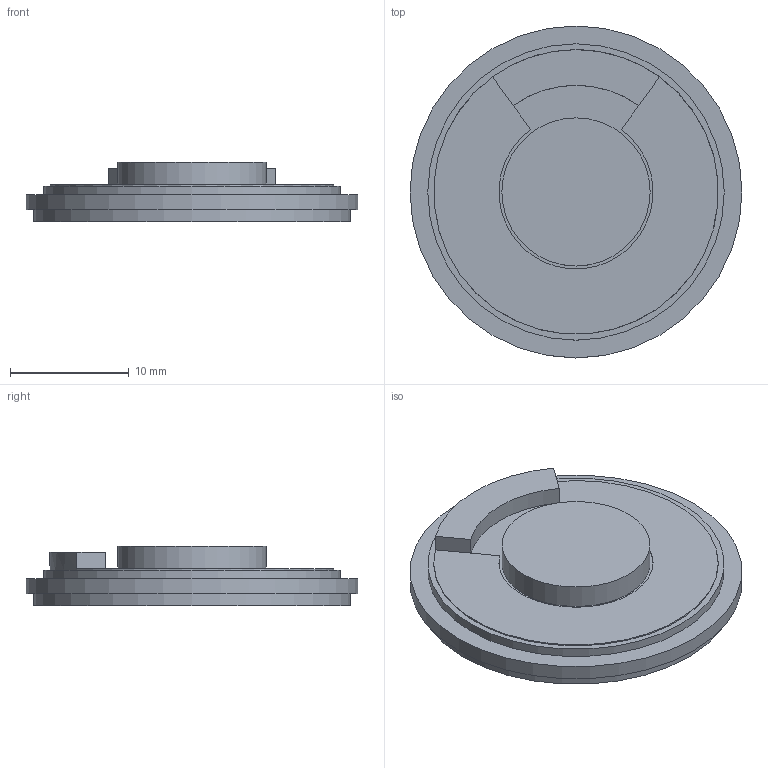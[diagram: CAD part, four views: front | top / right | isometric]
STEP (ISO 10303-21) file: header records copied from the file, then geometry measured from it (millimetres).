
FILE_DESCRIPTION(/* description */ ('Alibre Inc.'),/* implementation_level */ '2;1');
FILE_NAME(/* name */ 'export0',/* time_stamp */ '2018-08-14T07:22:04-05:00',/* author */ (''),/* organization */ (''),/* preprocessor_version */ 'ST-DEVELOPER v17',/* originating_system */ 'Alibre',/* authorisation */ '');
FILE_SCHEMA (('CONFIG_CONTROL_DESIGN'));
Length unit declared in the file: centimetre
Products named in the file (1): ID_1
Bounding box: 28 x 28 x 5 mm (x, y, z)
Volume: 429.3 mm3; surface area: 3092.3 mm2
Topology: 1 solids, 2 shells, 32 faces, 57 edges, 37 vertices
Faces by surface type: plane 18, cylinder 12, torus 2
Full cylindrical faces by diameter (mm): 12.1 x1, 12.5 x1, 24 x1, 24.6 x1, 25 x1, 25.25 x2, 26.75 x1, 27.6 x1, 28 x1
Entity records: 748 total; most frequent: DIRECTION 108, CARTESIAN_POINT 105, ORIENTED_EDGE 86, AXIS2_PLACEMENT_3D 56, EDGE_LOOP 52, FACE_BOUND 52, EDGE_CURVE 43, VERTEX_POINT 35
